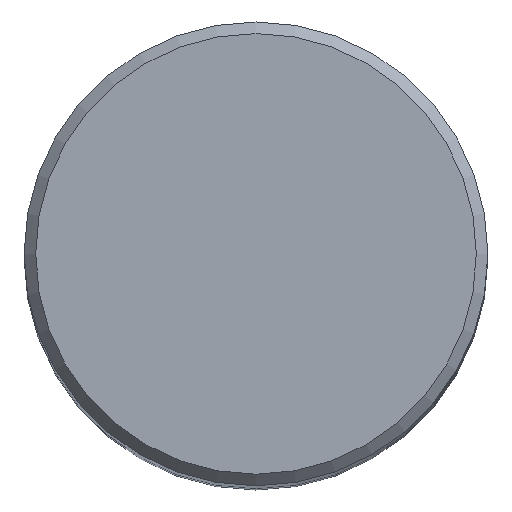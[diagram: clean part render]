
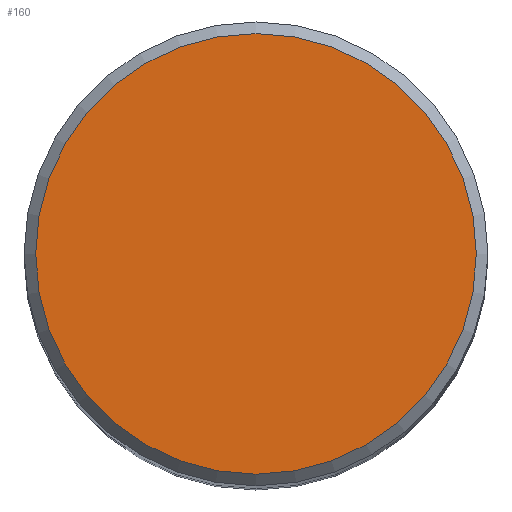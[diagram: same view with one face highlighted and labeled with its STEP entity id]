
A CAD part, top view. The second image highlights one B-rep face of the part: STEP entity #160.
In plain terms, the highlighted planar face has unit normal (0, 0, 1).
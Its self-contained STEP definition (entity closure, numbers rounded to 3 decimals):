
#3 = FACE_OUTER_BOUND ( 'NONE', #101, .T. ) ;
#11 = AXIS2_PLACEMENT_3D ( 'NONE', #35, #17, #64 ) ;
#17 = DIRECTION ( 'NONE',  ( 0., 0., -1. ) ) ;
#35 = CARTESIAN_POINT ( 'NONE',  ( 0., 0., 104. ) ) ;
#50 = PLANE ( 'NONE',  #181 ) ;
#61 = ORIENTED_EDGE ( 'NONE', *, *, #99, .F. ) ;
#64 = DIRECTION ( 'NONE',  ( 0., 1., 0. ) ) ;
#66 = CARTESIAN_POINT ( 'NONE',  ( 0., 9.5, 104. ) ) ;
#99 = EDGE_CURVE ( 'NONE', #109, #109, #115, .T. ) ;
#101 = EDGE_LOOP ( 'NONE', ( #61 ) ) ;
#107 = DIRECTION ( 'NONE',  ( 0., 0., -1. ) ) ;
#109 = VERTEX_POINT ( 'NONE', #66 ) ;
#115 = CIRCLE ( 'NONE', #11, 9.5 ) ;
#152 = CARTESIAN_POINT ( 'NONE',  ( 0., 0., 104. ) ) ;
#160 = ADVANCED_FACE ( 'NONE', ( #3 ), #50, .F. ) ;
#165 = DIRECTION ( 'NONE',  ( 0., 1., 0. ) ) ;
#181 = AXIS2_PLACEMENT_3D ( 'NONE', #152, #107, #165 ) ;
